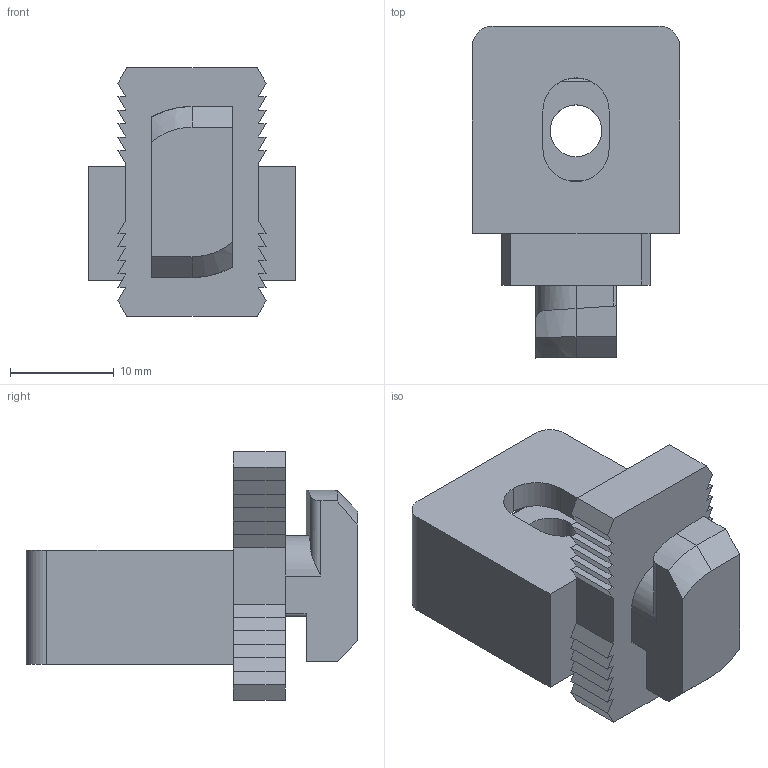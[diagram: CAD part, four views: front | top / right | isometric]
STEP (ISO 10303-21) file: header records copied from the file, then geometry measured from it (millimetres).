
FILE_DESCRIPTION (( 'STEP AP203' ), '1' );
FILE_NAME ('482548832_c_1.STEP', '2023-03-19T00:54:11', ( '' ), ( '' ), 'SwSTEP 2.0', 'SolidWorks 2014', '' );
FILE_SCHEMA (( 'CONFIG_CONTROL_DESIGN' ));
Length unit declared in the file: millimetre
Products named in the file (1): 482548832_c_1
Bounding box: 20 x 32 x 24 mm (x, y, z)
Volume: 5585.2 mm3; surface area: 3951.8 mm2
Topology: 2 solids, 2 shells, 182 faces, 498 edges, 314 vertices
Faces by surface type: plane 118, cylinder 42, torus 12, bspline 8, cone 2
Entity records: 5851 total; most frequent: CARTESIAN_POINT 1203, ORIENTED_EDGE 980, DIRECTION 916, EDGE_CURVE 490, LINE 374, VECTOR 374, VERTEX_POINT 314, AXIS2_PLACEMENT_3D 271
